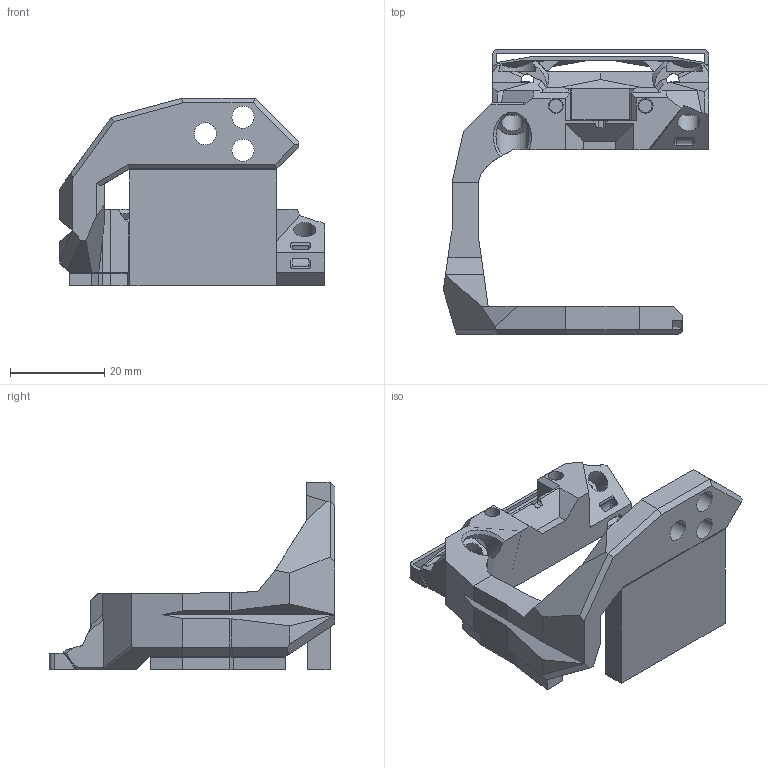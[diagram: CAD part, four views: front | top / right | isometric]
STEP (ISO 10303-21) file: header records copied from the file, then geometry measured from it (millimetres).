
FILE_DESCRIPTION(/* description */ ('STEP AP242','CAx-IF Rec.Pracs.---Representation and Presentation of Product Manufacturing Information (PMI)---4.0---2014-10-13','CAx-IF Rec.Pracs.---3D Tessellated Geometry---0.4---2014-09-14','2;1'),/* implementation_level */ '2;1');
FILE_NAME(/* name */ '63d11aa0bf1193366da23dde',/* time_stamp */ '2023-01-25T12:03:46+00:00',/* author */ (''),/* organization */ (''),/* preprocessor_version */ 'ST-DEVELOPER v18.102',/* originating_system */ ' ',/* authorisation */ ' ');
FILE_SCHEMA (('AP242_MANAGED_MODEL_BASED_3D_ENGINEERING_MIM_LF { 1 0 10303 442 1 1 4 }'));
Length unit declared in the file: metre
Products named in the file (4): Support_Arm; upper_optical_wpboard_with_anchor; Support_Anchor; Upper_optical_wired
Bounding box: 56.28 x 60.57 x 39.76 mm (x, y, z)
Volume: 17093.5 mm3; surface area: 14879.2 mm2
Topology: 4 solids, 4 shells, 597 faces, 1992 edges, 1315 vertices
Faces by surface type: plane 532, cylinder 43, bspline 11, cone 11
Full cylindrical faces by diameter (mm): 2.7 x2, 2.8 x2, 3 x2, 3.2 x2, 4.7 x7, 7 x1
Entity records: 22299 total; most frequent: CARTESIAN_POINT 4668, ORIENTED_EDGE 3932, DIRECTION 3194, EDGE_CURVE 1966, LINE 1792, VECTOR 1792, VERTEX_POINT 1309, EDGE_LOOP 737
